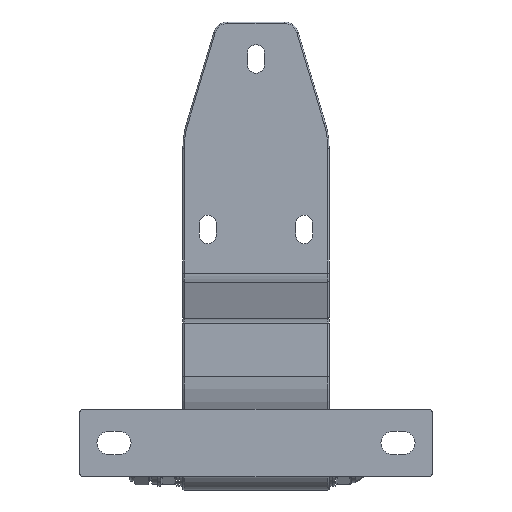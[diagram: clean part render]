
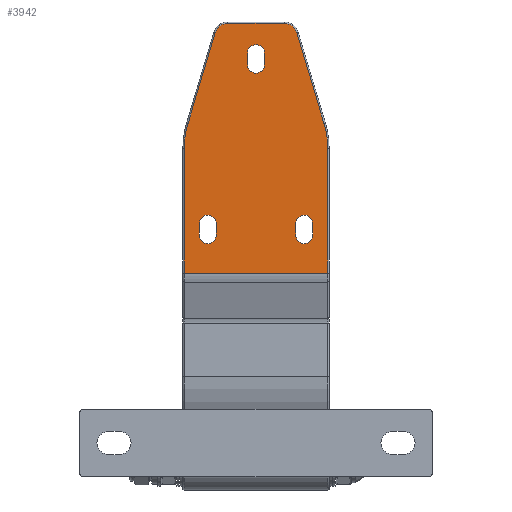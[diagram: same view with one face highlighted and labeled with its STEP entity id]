
A CAD part, front view. The second image highlights one B-rep face of the part: STEP entity #3942.
In plain terms, the highlighted face is planar.
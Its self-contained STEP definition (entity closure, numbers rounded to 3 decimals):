
#94=FACE_BOUND('',#752,.T.);
#95=FACE_BOUND('',#753,.T.);
#96=FACE_BOUND('',#754,.T.);
#139=PLANE('',#4387);
#502=FACE_OUTER_BOUND('',#751,.T.);
#751=EDGE_LOOP('',(#3202,#3203,#3204,#3205,#3206,#3207,#3208,#3209,#3210,
#3211));
#752=EDGE_LOOP('',(#3212,#3213,#3214,#3215));
#753=EDGE_LOOP('',(#3216,#3217,#3218,#3219));
#754=EDGE_LOOP('',(#3220,#3221,#3222,#3223));
#941=LINE('',#6646,#1143);
#943=LINE('',#6658,#1145);
#945=LINE('',#6670,#1147);
#947=LINE('',#6682,#1149);
#949=LINE('',#6694,#1151);
#1006=LINE('',#6933,#1208);
#1007=LINE('',#6936,#1209);
#1008=LINE('',#6940,#1210);
#1009=LINE('',#6944,#1211);
#1010=LINE('',#6948,#1212);
#1011=LINE('',#6952,#1213);
#1012=LINE('',#6956,#1214);
#1143=VECTOR('',#5073,43.989);
#1145=VECTOR('',#5087,33.638);
#1147=VECTOR('',#5101,20.06);
#1149=VECTOR('',#5115,33.638);
#1151=VECTOR('',#5129,43.989);
#1208=VECTOR('',#5404,50.5);
#1209=VECTOR('',#5405,4.);
#1210=VECTOR('',#5408,4.);
#1211=VECTOR('',#5411,4.);
#1212=VECTOR('',#5414,4.);
#1213=VECTOR('',#5417,4.);
#1214=VECTOR('',#5420,4.);
#1384=CIRCLE('',#4257,29.5);
#1388=CIRCLE('',#4263,4.5);
#1392=CIRCLE('',#4269,4.5);
#1396=CIRCLE('',#4275,29.5);
#1463=CIRCLE('',#4388,3.);
#1464=CIRCLE('',#4389,3.);
#1465=CIRCLE('',#4390,3.);
#1466=CIRCLE('',#4391,3.);
#1467=CIRCLE('',#4392,3.);
#1468=CIRCLE('',#4393,3.);
#1680=VERTEX_POINT('',#6638);
#1682=VERTEX_POINT('',#6644);
#1684=VERTEX_POINT('',#6650);
#1686=VERTEX_POINT('',#6656);
#1688=VERTEX_POINT('',#6662);
#1690=VERTEX_POINT('',#6668);
#1692=VERTEX_POINT('',#6674);
#1694=VERTEX_POINT('',#6680);
#1696=VERTEX_POINT('',#6686);
#1698=VERTEX_POINT('',#6692);
#1772=VERTEX_POINT('',#6934);
#1773=VERTEX_POINT('',#6935);
#1774=VERTEX_POINT('',#6937);
#1775=VERTEX_POINT('',#6939);
#1776=VERTEX_POINT('',#6942);
#1777=VERTEX_POINT('',#6943);
#1778=VERTEX_POINT('',#6945);
#1779=VERTEX_POINT('',#6947);
#1780=VERTEX_POINT('',#6950);
#1781=VERTEX_POINT('',#6951);
#1782=VERTEX_POINT('',#6953);
#1783=VERTEX_POINT('',#6955);
#2149=EDGE_CURVE('',#1682,#1680,#941,.T.);
#2152=EDGE_CURVE('',#1684,#1682,#1384,.T.);
#2155=EDGE_CURVE('',#1686,#1684,#943,.T.);
#2158=EDGE_CURVE('',#1688,#1686,#1388,.T.);
#2161=EDGE_CURVE('',#1690,#1688,#945,.T.);
#2164=EDGE_CURVE('',#1692,#1690,#1392,.T.);
#2167=EDGE_CURVE('',#1694,#1692,#947,.T.);
#2170=EDGE_CURVE('',#1696,#1694,#1396,.T.);
#2173=EDGE_CURVE('',#1698,#1696,#949,.T.);
#2294=EDGE_CURVE('',#1680,#1698,#1006,.T.);
#2295=EDGE_CURVE('',#1772,#1773,#1007,.T.);
#2296=EDGE_CURVE('',#1773,#1774,#1463,.T.);
#2297=EDGE_CURVE('',#1774,#1775,#1008,.T.);
#2298=EDGE_CURVE('',#1775,#1772,#1464,.T.);
#2299=EDGE_CURVE('',#1776,#1777,#1009,.T.);
#2300=EDGE_CURVE('',#1777,#1778,#1465,.T.);
#2301=EDGE_CURVE('',#1778,#1779,#1010,.T.);
#2302=EDGE_CURVE('',#1779,#1776,#1466,.T.);
#2303=EDGE_CURVE('',#1780,#1781,#1011,.T.);
#2304=EDGE_CURVE('',#1781,#1782,#1467,.T.);
#2305=EDGE_CURVE('',#1782,#1783,#1012,.T.);
#2306=EDGE_CURVE('',#1783,#1780,#1468,.T.);
#3202=ORIENTED_EDGE('',*,*,#2173,.F.);
#3203=ORIENTED_EDGE('',*,*,#2294,.F.);
#3204=ORIENTED_EDGE('',*,*,#2149,.F.);
#3205=ORIENTED_EDGE('',*,*,#2152,.F.);
#3206=ORIENTED_EDGE('',*,*,#2155,.F.);
#3207=ORIENTED_EDGE('',*,*,#2158,.F.);
#3208=ORIENTED_EDGE('',*,*,#2161,.F.);
#3209=ORIENTED_EDGE('',*,*,#2164,.F.);
#3210=ORIENTED_EDGE('',*,*,#2167,.F.);
#3211=ORIENTED_EDGE('',*,*,#2170,.F.);
#3212=ORIENTED_EDGE('',*,*,#2295,.T.);
#3213=ORIENTED_EDGE('',*,*,#2296,.T.);
#3214=ORIENTED_EDGE('',*,*,#2297,.T.);
#3215=ORIENTED_EDGE('',*,*,#2298,.T.);
#3216=ORIENTED_EDGE('',*,*,#2299,.T.);
#3217=ORIENTED_EDGE('',*,*,#2300,.T.);
#3218=ORIENTED_EDGE('',*,*,#2301,.T.);
#3219=ORIENTED_EDGE('',*,*,#2302,.T.);
#3220=ORIENTED_EDGE('',*,*,#2303,.T.);
#3221=ORIENTED_EDGE('',*,*,#2304,.T.);
#3222=ORIENTED_EDGE('',*,*,#2305,.T.);
#3223=ORIENTED_EDGE('',*,*,#2306,.T.);
#3942=ADVANCED_FACE('',(#502,#94,#95,#96),#139,.T.);
#4257=AXIS2_PLACEMENT_3D('',#6652,#5079,#5080);
#4263=AXIS2_PLACEMENT_3D('',#6664,#5093,#5094);
#4269=AXIS2_PLACEMENT_3D('',#6676,#5107,#5108);
#4275=AXIS2_PLACEMENT_3D('',#6688,#5121,#5122);
#4387=AXIS2_PLACEMENT_3D('',#6932,#5402,#5403);
#4388=AXIS2_PLACEMENT_3D('',#6938,#5406,#5407);
#4389=AXIS2_PLACEMENT_3D('',#6941,#5409,#5410);
#4390=AXIS2_PLACEMENT_3D('',#6946,#5412,#5413);
#4391=AXIS2_PLACEMENT_3D('',#6949,#5415,#5416);
#4392=AXIS2_PLACEMENT_3D('',#6954,#5418,#5419);
#4393=AXIS2_PLACEMENT_3D('',#6957,#5421,#5422);
#5073=DIRECTION('',(-1.,0.,0.));
#5079=DIRECTION('center_axis',(0.,0.,1.));
#5080=DIRECTION('ref_axis',(0.145,0.989,0.));
#5087=DIRECTION('',(-0.958,0.287,0.));
#5093=DIRECTION('center_axis',(0.,0.,1.));
#5094=DIRECTION('ref_axis',(0.802,0.597,0.));
#5101=DIRECTION('',(0.,1.,0.));
#5107=DIRECTION('center_axis',(0.,0.,1.));
#5108=DIRECTION('ref_axis',(0.802,-0.597,0.));
#5115=DIRECTION('',(0.958,0.287,0.));
#5121=DIRECTION('center_axis',(0.,0.,1.));
#5122=DIRECTION('ref_axis',(0.145,-0.989,0.));
#5129=DIRECTION('',(1.,0.,0.));
#5402=DIRECTION('center_axis',(0.,0.,-1.));
#5403=DIRECTION('ref_axis',(-1.,0.,0.));
#5404=DIRECTION('',(0.,-1.,0.));
#5405=DIRECTION('',(1.,0.,0.));
#5406=DIRECTION('center_axis',(0.,0.,1.));
#5407=DIRECTION('ref_axis',(0.,-1.,0.));
#5408=DIRECTION('',(-1.,0.,0.));
#5409=DIRECTION('center_axis',(0.,0.,1.));
#5410=DIRECTION('ref_axis',(0.,1.,0.));
#5411=DIRECTION('',(1.,0.,0.));
#5412=DIRECTION('center_axis',(0.,0.,1.));
#5413=DIRECTION('ref_axis',(0.,-1.,0.));
#5414=DIRECTION('',(-1.,0.,0.));
#5415=DIRECTION('center_axis',(0.,0.,1.));
#5416=DIRECTION('ref_axis',(0.,1.,0.));
#5417=DIRECTION('',(1.,0.,0.));
#5418=DIRECTION('center_axis',(0.,0.,1.));
#5419=DIRECTION('ref_axis',(0.,-1.,0.));
#5420=DIRECTION('',(-1.,0.,0.));
#5421=DIRECTION('center_axis',(0.,0.,1.));
#5422=DIRECTION('ref_axis',(0.,1.,0.));
#6638=CARTESIAN_POINT('',(71.608,25.25,0.));
#6644=CARTESIAN_POINT('',(115.597,25.25,0.));
#6646=CARTESIAN_POINT('',(118.813,25.25,0.));
#6650=CARTESIAN_POINT('',(124.074,24.006,0.));
#6652=CARTESIAN_POINT('Origin',(115.597,-4.25,0.));
#6656=CARTESIAN_POINT('',(156.293,14.34,0.));
#6658=CARTESIAN_POINT('',(151.749,15.703,0.));
#6662=CARTESIAN_POINT('',(159.5,10.03,0.));
#6664=CARTESIAN_POINT('Origin',(155.,10.03,0.));
#6668=CARTESIAN_POINT('',(159.5,-10.03,0.));
#6670=CARTESIAN_POINT('',(159.5,0.,0.));
#6674=CARTESIAN_POINT('',(156.293,-14.34,0.));
#6676=CARTESIAN_POINT('Origin',(155.,-10.03,0.));
#6680=CARTESIAN_POINT('',(124.074,-24.006,0.));
#6682=CARTESIAN_POINT('',(151.749,-15.703,0.));
#6686=CARTESIAN_POINT('',(115.597,-25.25,0.));
#6688=CARTESIAN_POINT('Origin',(115.597,4.25,0.));
#6692=CARTESIAN_POINT('',(71.608,-25.25,0.));
#6694=CARTESIAN_POINT('',(118.813,-25.25,0.));
#6932=CARTESIAN_POINT('Origin',(160.,0.,0.));
#6933=CARTESIAN_POINT('',(71.608,0.,0.));
#6934=CARTESIAN_POINT('',(145.,-3.,0.));
#6935=CARTESIAN_POINT('',(149.,-3.,0.));
#6936=CARTESIAN_POINT('',(154.5,-3.,0.));
#6937=CARTESIAN_POINT('',(149.,3.,0.));
#6938=CARTESIAN_POINT('Origin',(149.,0.,0.));
#6939=CARTESIAN_POINT('',(145.,3.,0.));
#6940=CARTESIAN_POINT('',(152.5,3.,0.));
#6941=CARTESIAN_POINT('Origin',(145.,0.,0.));
#6942=CARTESIAN_POINT('',(85.,-20.,0.));
#6943=CARTESIAN_POINT('',(89.,-20.,0.));
#6944=CARTESIAN_POINT('',(124.5,-20.,0.));
#6945=CARTESIAN_POINT('',(89.,-14.,0.));
#6946=CARTESIAN_POINT('Origin',(89.,-17.,0.));
#6947=CARTESIAN_POINT('',(85.,-14.,0.));
#6948=CARTESIAN_POINT('',(122.5,-14.,0.));
#6949=CARTESIAN_POINT('Origin',(85.,-17.,0.));
#6950=CARTESIAN_POINT('',(85.,14.,0.));
#6951=CARTESIAN_POINT('',(89.,14.,0.));
#6952=CARTESIAN_POINT('',(124.5,14.,0.));
#6953=CARTESIAN_POINT('',(89.,20.,0.));
#6954=CARTESIAN_POINT('Origin',(89.,17.,0.));
#6955=CARTESIAN_POINT('',(85.,20.,0.));
#6956=CARTESIAN_POINT('',(122.5,20.,0.));
#6957=CARTESIAN_POINT('Origin',(85.,17.,0.));
